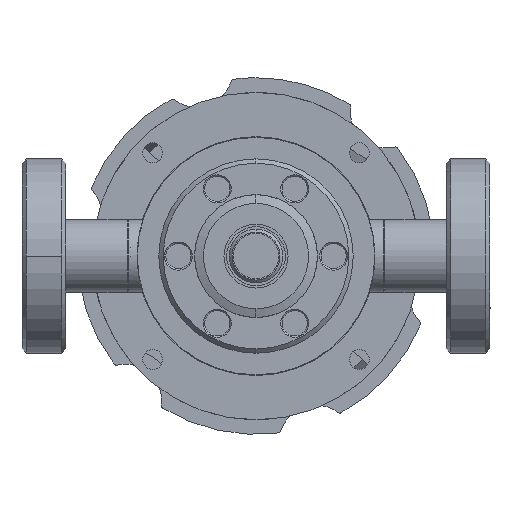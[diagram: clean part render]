
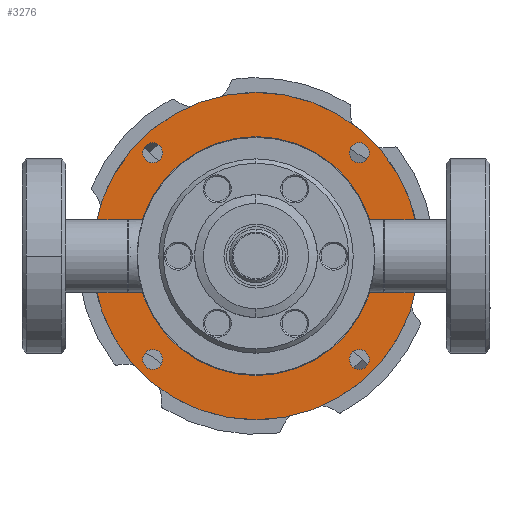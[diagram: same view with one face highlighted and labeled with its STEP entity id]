
A CAD part, left-side view. The second image highlights one B-rep face of the part: STEP entity #3276.
In plain terms, the highlighted planar face has unit normal (-1, 0, 0).
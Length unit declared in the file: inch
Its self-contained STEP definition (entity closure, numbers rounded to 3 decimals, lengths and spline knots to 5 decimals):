
#28 = DIRECTION ( 'NONE',  ( 0., 0., -1. ) ) ;
#47 = DIRECTION ( 'NONE',  ( 0., 0., -1. ) ) ;
#62 = ORIENTED_EDGE ( 'NONE', *, *, #260, .T. ) ;
#149 = EDGE_CURVE ( 'NONE', #11261, #5428, #10289, .T. ) ;
#223 = CARTESIAN_POINT ( 'NONE',  ( 1.5, 0., 0.8175 ) ) ;
#260 = EDGE_CURVE ( 'NONE', #8144, #9153, #4935, .T. ) ;
#600 = CARTESIAN_POINT ( 'NONE',  ( 1.5, 0., 0. ) ) ;
#687 = EDGE_CURVE ( 'NONE', #5428, #11261, #4270, .T. ) ;
#807 = CARTESIAN_POINT ( 'NONE',  ( 1.5, -0.70711, 0.63911 ) ) ;
#834 = EDGE_CURVE ( 'NONE', #4612, #6855, #8528, .T. ) ;
#1035 = DIRECTION ( 'NONE',  ( 0., 0., 1. ) ) ;
#1099 = ORIENTED_EDGE ( 'NONE', *, *, #5360, .T. ) ;
#1102 = DIRECTION ( 'NONE',  ( -1., 0., 0. ) ) ;
#1119 = CARTESIAN_POINT ( 'NONE',  ( 1.5, 0., 0. ) ) ;
#1576 = DIRECTION ( 'NONE',  ( 0., -1., 0. ) ) ;
#1616 = DIRECTION ( 'NONE',  ( -1., 0., 0. ) ) ;
#1748 = CARTESIAN_POINT ( 'NONE',  ( 1.5, 0.39598, -0.39598 ) ) ;
#1988 = PLANE ( 'NONE',  #4218 ) ;
#2102 = CARTESIAN_POINT ( 'NONE',  ( 1.5, -0.70711, 0.70711 ) ) ;
#2339 = FACE_BOUND ( 'NONE', #13815, .T. ) ;
#2491 = EDGE_CURVE ( 'NONE', #9153, #8144, #9876, .T. ) ;
#2674 = DIRECTION ( 'NONE',  ( 1., 0., 0. ) ) ;
#2686 = VERTEX_POINT ( 'NONE', #13572 ) ;
#2783 = VERTEX_POINT ( 'NONE', #17729 ) ;
#2791 = CARTESIAN_POINT ( 'NONE',  ( 1.5, -0.70711, -0.70711 ) ) ;
#2912 = VERTEX_POINT ( 'NONE', #13380 ) ;
#3177 = FACE_BOUND ( 'NONE', #7055, .T. ) ;
#3192 = CARTESIAN_POINT ( 'NONE',  ( 1.5, 0., 0. ) ) ;
#3276 = ADVANCED_FACE ( 'NONE', ( #3177, #13739, #9634, #5974, #2339, #16575 ), #1988, .T. ) ;
#3683 = CIRCLE ( 'NONE', #9526, 0.068 ) ;
#3831 = CARTESIAN_POINT ( 'NONE',  ( 1.5, 0.70711, -0.70711 ) ) ;
#4011 = CIRCLE ( 'NONE', #6647, 1.12 ) ;
#4023 = ORIENTED_EDGE ( 'NONE', *, *, #687, .T. ) ;
#4150 = AXIS2_PLACEMENT_3D ( 'NONE', #13939, #10267, #47 ) ;
#4178 = DIRECTION ( 'NONE',  ( 0., 1., 0. ) ) ;
#4218 = AXIS2_PLACEMENT_3D ( 'NONE', #1748, #1616, #1576 ) ;
#4270 = CIRCLE ( 'NONE', #10220, 0.8175 ) ;
#4309 = EDGE_LOOP ( 'NONE', ( #10812, #1099 ) ) ;
#4612 = VERTEX_POINT ( 'NONE', #807 ) ;
#4638 = VERTEX_POINT ( 'NONE', #12934 ) ;
#4727 = EDGE_CURVE ( 'NONE', #6193, #2686, #4011, .T. ) ;
#4935 = CIRCLE ( 'NONE', #4150, 0.068 ) ;
#5244 = DIRECTION ( 'NONE',  ( 0., 1., 0. ) ) ;
#5360 = EDGE_CURVE ( 'NONE', #6855, #4612, #6209, .T. ) ;
#5428 = VERTEX_POINT ( 'NONE', #14149 ) ;
#5585 = CARTESIAN_POINT ( 'NONE',  ( 1.5, 0., -1.12 ) ) ;
#5592 = CIRCLE ( 'NONE', #8011, 0.068 ) ;
#5640 = AXIS2_PLACEMENT_3D ( 'NONE', #11587, #11475, #11337 ) ;
#5974 = FACE_BOUND ( 'NONE', #14829, .T. ) ;
#6096 = AXIS2_PLACEMENT_3D ( 'NONE', #14222, #14176, #12453 ) ;
#6193 = VERTEX_POINT ( 'NONE', #5585 ) ;
#6209 = CIRCLE ( 'NONE', #5640, 0.068 ) ;
#6336 = AXIS2_PLACEMENT_3D ( 'NONE', #2791, #12427, #4178 ) ;
#6424 = EDGE_CURVE ( 'NONE', #2912, #11885, #13096, .T. ) ;
#6442 = ORIENTED_EDGE ( 'NONE', *, *, #13662, .T. ) ;
#6509 = EDGE_LOOP ( 'NONE', ( #6442, #16856 ) ) ;
#6647 = AXIS2_PLACEMENT_3D ( 'NONE', #15515, #15344, #15046 ) ;
#6855 = VERTEX_POINT ( 'NONE', #13592 ) ;
#7055 = EDGE_LOOP ( 'NONE', ( #7704, #4023 ) ) ;
#7387 = AXIS2_PLACEMENT_3D ( 'NONE', #8240, #8273, #8291 ) ;
#7464 = CARTESIAN_POINT ( 'NONE',  ( 1.5, -0.70711, -0.70711 ) ) ;
#7704 = ORIENTED_EDGE ( 'NONE', *, *, #149, .T. ) ;
#7825 = ORIENTED_EDGE ( 'NONE', *, *, #16854, .T. ) ;
#8011 = AXIS2_PLACEMENT_3D ( 'NONE', #7464, #17149, #8877 ) ;
#8144 = VERTEX_POINT ( 'NONE', #12757 ) ;
#8240 = CARTESIAN_POINT ( 'NONE',  ( 1.5, 0.70711, 0.70711 ) ) ;
#8273 = DIRECTION ( 'NONE',  ( 1., 0., 0. ) ) ;
#8291 = DIRECTION ( 'NONE',  ( 0., 0., -1. ) ) ;
#8409 = AXIS2_PLACEMENT_3D ( 'NONE', #1119, #1102, #1035 ) ;
#8528 = CIRCLE ( 'NONE', #16970, 0.068 ) ;
#8678 = EDGE_CURVE ( 'NONE', #2686, #6193, #14682, .T. ) ;
#8799 = EDGE_LOOP ( 'NONE', ( #11162, #12548 ) ) ;
#8877 = DIRECTION ( 'NONE',  ( 0., 1., 0. ) ) ;
#8883 = ORIENTED_EDGE ( 'NONE', *, *, #6424, .T. ) ;
#9153 = VERTEX_POINT ( 'NONE', #12408 ) ;
#9526 = AXIS2_PLACEMENT_3D ( 'NONE', #3831, #13476, #5244 ) ;
#9634 = FACE_BOUND ( 'NONE', #6509, .T. ) ;
#9876 = CIRCLE ( 'NONE', #7387, 0.068 ) ;
#10220 = AXIS2_PLACEMENT_3D ( 'NONE', #3192, #16259, #16188 ) ;
#10267 = DIRECTION ( 'NONE',  ( 1., 0., 0. ) ) ;
#10289 = CIRCLE ( 'NONE', #12802, 0.8175 ) ;
#10328 = DIRECTION ( 'NONE',  ( 1., 0., 0. ) ) ;
#10500 = EDGE_CURVE ( 'NONE', #4638, #2783, #5592, .T. ) ;
#10812 = ORIENTED_EDGE ( 'NONE', *, *, #834, .T. ) ;
#11162 = ORIENTED_EDGE ( 'NONE', *, *, #8678, .T. ) ;
#11261 = VERTEX_POINT ( 'NONE', #223 ) ;
#11337 = DIRECTION ( 'NONE',  ( 0., 0., -1. ) ) ;
#11475 = DIRECTION ( 'NONE',  ( 1., 0., 0. ) ) ;
#11587 = CARTESIAN_POINT ( 'NONE',  ( 1.5, -0.70711, 0.70711 ) ) ;
#11885 = VERTEX_POINT ( 'NONE', #13031 ) ;
#12408 = CARTESIAN_POINT ( 'NONE',  ( 1.5, 0.70711, 0.77511 ) ) ;
#12427 = DIRECTION ( 'NONE',  ( 1., 0., 0. ) ) ;
#12453 = DIRECTION ( 'NONE',  ( 0., 1., 0. ) ) ;
#12548 = ORIENTED_EDGE ( 'NONE', *, *, #4727, .T. ) ;
#12577 = CIRCLE ( 'NONE', #6336, 0.068 ) ;
#12757 = CARTESIAN_POINT ( 'NONE',  ( 1.5, 0.70711, 0.63911 ) ) ;
#12802 = AXIS2_PLACEMENT_3D ( 'NONE', #600, #2674, #15047 ) ;
#12934 = CARTESIAN_POINT ( 'NONE',  ( 1.5, -0.77511, -0.70711 ) ) ;
#13031 = CARTESIAN_POINT ( 'NONE',  ( 1.5, 0.63911, -0.70711 ) ) ;
#13096 = CIRCLE ( 'NONE', #6096, 0.068 ) ;
#13380 = CARTESIAN_POINT ( 'NONE',  ( 1.5, 0.77511, -0.70711 ) ) ;
#13476 = DIRECTION ( 'NONE',  ( 1., 0., 0. ) ) ;
#13572 = CARTESIAN_POINT ( 'NONE',  ( 1.5, 0., 1.12 ) ) ;
#13592 = CARTESIAN_POINT ( 'NONE',  ( 1.5, -0.70711, 0.77511 ) ) ;
#13662 = EDGE_CURVE ( 'NONE', #2783, #4638, #12577, .T. ) ;
#13739 = FACE_OUTER_BOUND ( 'NONE', #8799, .T. ) ;
#13815 = EDGE_LOOP ( 'NONE', ( #62, #17515 ) ) ;
#13939 = CARTESIAN_POINT ( 'NONE',  ( 1.5, 0.70711, 0.70711 ) ) ;
#14149 = CARTESIAN_POINT ( 'NONE',  ( 1.5, 0., -0.8175 ) ) ;
#14176 = DIRECTION ( 'NONE',  ( 1., 0., 0. ) ) ;
#14222 = CARTESIAN_POINT ( 'NONE',  ( 1.5, 0.70711, -0.70711 ) ) ;
#14682 = CIRCLE ( 'NONE', #8409, 1.12 ) ;
#14829 = EDGE_LOOP ( 'NONE', ( #8883, #7825 ) ) ;
#15046 = DIRECTION ( 'NONE',  ( 0., 0., 1. ) ) ;
#15047 = DIRECTION ( 'NONE',  ( 0., 0., 1. ) ) ;
#15344 = DIRECTION ( 'NONE',  ( -1., 0., 0. ) ) ;
#15515 = CARTESIAN_POINT ( 'NONE',  ( 1.5, 0., 0. ) ) ;
#16188 = DIRECTION ( 'NONE',  ( 0., 0., 1. ) ) ;
#16259 = DIRECTION ( 'NONE',  ( 1., 0., 0. ) ) ;
#16575 = FACE_BOUND ( 'NONE', #4309, .T. ) ;
#16854 = EDGE_CURVE ( 'NONE', #11885, #2912, #3683, .T. ) ;
#16856 = ORIENTED_EDGE ( 'NONE', *, *, #10500, .T. ) ;
#16970 = AXIS2_PLACEMENT_3D ( 'NONE', #2102, #10328, #28 ) ;
#17149 = DIRECTION ( 'NONE',  ( 1., 0., 0. ) ) ;
#17515 = ORIENTED_EDGE ( 'NONE', *, *, #2491, .T. ) ;
#17729 = CARTESIAN_POINT ( 'NONE',  ( 1.5, -0.63911, -0.70711 ) ) ;
